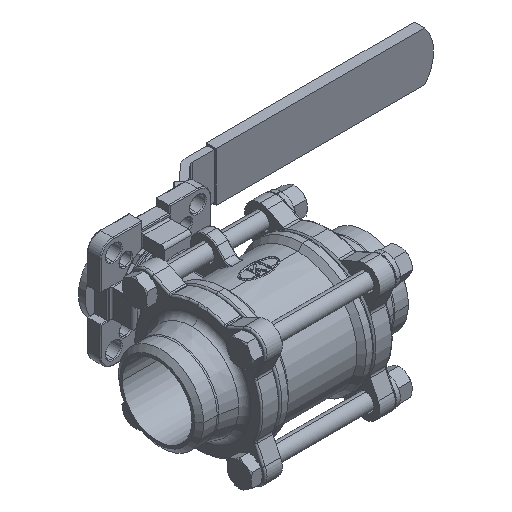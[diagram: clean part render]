
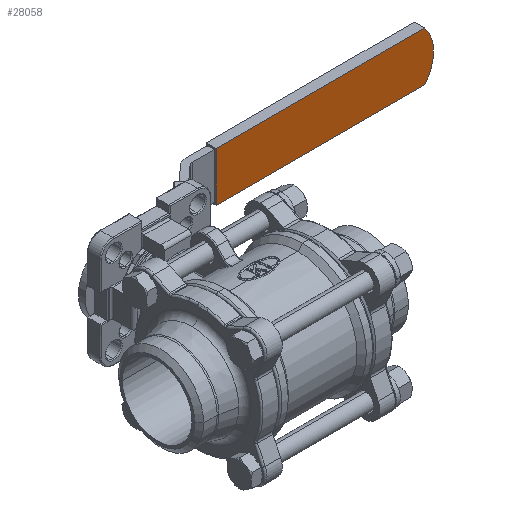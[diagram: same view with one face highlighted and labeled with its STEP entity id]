
A CAD part, isometric view. The second image highlights one B-rep face of the part: STEP entity #28058.
In plain terms, the highlighted planar face has unit normal (0, -1, 0).
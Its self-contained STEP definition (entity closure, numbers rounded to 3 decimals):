
#2237 = PLANE ( 'NONE',  #57396 ) ;
#3160 = DIRECTION ( 'NONE',  ( 0., 0., -1. ) ) ;
#3998 = EDGE_CURVE ( 'NONE', #33039, #26800, #58238, .T. ) ;
#6066 = EDGE_LOOP ( 'NONE', ( #25464, #17702, #45518, #59577 ) ) ;
#8265 = CARTESIAN_POINT ( 'NONE',  ( 191.562, 96.7, -14.5 ) ) ;
#12454 = CARTESIAN_POINT ( 'NONE',  ( 68.79, 96.7, -14.5 ) ) ;
#13234 = VERTEX_POINT ( 'NONE', #19442 ) ;
#15678 = EDGE_CURVE ( 'NONE', #26800, #13234, #26283, .T. ) ;
#17494 = VERTEX_POINT ( 'NONE', #42059 ) ;
#17702 = ORIENTED_EDGE ( 'NONE', *, *, #15678, .T. ) ;
#18419 = LINE ( 'NONE', #31798, #40909 ) ;
#19442 = CARTESIAN_POINT ( 'NONE',  ( 191.441, 96.7, 14.5 ) ) ;
#21001 = CARTESIAN_POINT ( 'NONE',  ( 68.79, 96.7, 14.5 ) ) ;
#21440 = DIRECTION ( 'NONE',  ( 0., 1., 0. ) ) ;
#22430 = CARTESIAN_POINT ( 'NONE',  ( 191.562, 96.7, -14.5 ) ) ;
#23424 = LINE ( 'NONE', #21001, #36169 ) ;
#25464 = ORIENTED_EDGE ( 'NONE', *, *, #3998, .T. ) ;
#26283 =( BOUNDED_CURVE ( )  B_SPLINE_CURVE ( 3, ( #22430, #51060, #60701, #32047 ),
 .UNSPECIFIED., .F., .F. ) 
 B_SPLINE_CURVE_WITH_KNOTS ( ( 4, 4 ),
 ( 2.456, 3.835 ),
 .UNSPECIFIED. ) 
 CURVE ( )  GEOMETRIC_REPRESENTATION_ITEM ( )  RATIONAL_B_SPLINE_CURVE ( ( 1., 0.848, 0.848, 1. ) ) 
 REPRESENTATION_ITEM ( '' )  );
#26800 = VERTEX_POINT ( 'NONE', #8265 ) ;
#28058 = ADVANCED_FACE ( 'NONE', ( #28482 ), #2237, .F. ) ;
#28482 = FACE_OUTER_BOUND ( 'NONE', #6066, .T. ) ;
#31798 = CARTESIAN_POINT ( 'NONE',  ( 68.79, 96.7, 14.5 ) ) ;
#32047 = CARTESIAN_POINT ( 'NONE',  ( 191.441, 96.7, 14.5 ) ) ;
#32840 = CARTESIAN_POINT ( 'NONE',  ( 68.79, 96.7, -14.5 ) ) ;
#33039 = VERTEX_POINT ( 'NONE', #12454 ) ;
#36169 = VECTOR ( 'NONE', #54486, 1000. ) ;
#37047 = EDGE_CURVE ( 'NONE', #17494, #13234, #23424, .T. ) ;
#40909 = VECTOR ( 'NONE', #3160, 1000. ) ;
#42059 = CARTESIAN_POINT ( 'NONE',  ( 68.79, 96.7, 14.5 ) ) ;
#45518 = ORIENTED_EDGE ( 'NONE', *, *, #37047, .F. ) ;
#45540 = VECTOR ( 'NONE', #47287, 1000. ) ;
#47287 = DIRECTION ( 'NONE',  ( 1., 0., 0. ) ) ;
#51060 = CARTESIAN_POINT ( 'NONE',  ( 198.776, 96.7, -5.671 ) ) ;
#51657 = EDGE_CURVE ( 'NONE', #17494, #33039, #18419, .T. ) ;
#54486 = DIRECTION ( 'NONE',  ( 1., 0., 0. ) ) ;
#54712 = CARTESIAN_POINT ( 'NONE',  ( 68.79, 96.7, 14.5 ) ) ;
#54916 = DIRECTION ( 'NONE',  ( 0., 0., 1. ) ) ;
#57396 = AXIS2_PLACEMENT_3D ( 'NONE', #54712, #21440, #54916 ) ;
#58238 = LINE ( 'NONE', #32840, #45540 ) ;
#59577 = ORIENTED_EDGE ( 'NONE', *, *, #51657, .T. ) ;
#60701 = CARTESIAN_POINT ( 'NONE',  ( 198.729, 96.7, 5.731 ) ) ;
